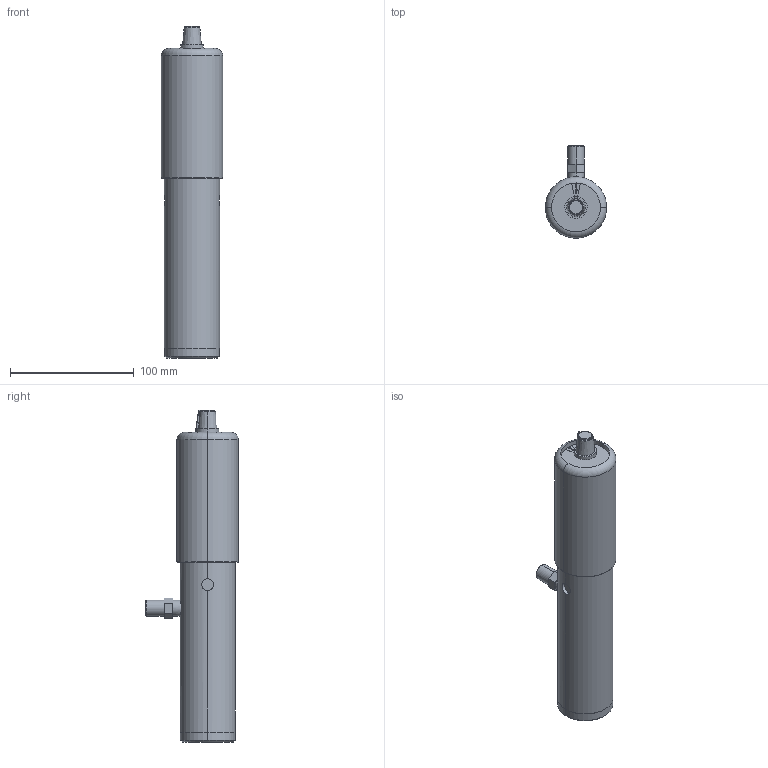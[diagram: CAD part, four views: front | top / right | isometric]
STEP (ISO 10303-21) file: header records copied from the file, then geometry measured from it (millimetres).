
FILE_DESCRIPTION (( 'STEP AP214' ), '1' );
FILE_NAME ('pistola aria fredda 610BSP.STEP', '2013-02-04T11:26:32', ( 'PC' ), ( '' ), 'SwSTEP 2.0', 'SolidWorks 2012', '' );
FILE_SCHEMA (( 'AUTOMOTIVE_DESIGN' ));
Length unit declared in the file: millimetre
Products named in the file (1): pistola aria fredda 610BSP
Bounding box: 49.5 x 74.75 x 268 mm (x, y, z)
Volume: 424867.6 mm3; surface area: 44512.1 mm2
Topology: 1 solids, 1 shells, 137 faces, 337 edges, 217 vertices
Faces by surface type: plane 58, cylinder 32, bspline 28, cone 13, torus 6
Entity records: 6630 total; most frequent: CARTESIAN_POINT 3053, ORIENTED_EDGE 674, DIRECTION 558, EDGE_CURVE 337, VERTEX_POINT 217, AXIS2_PLACEMENT_3D 190, LINE 178, VECTOR 178
